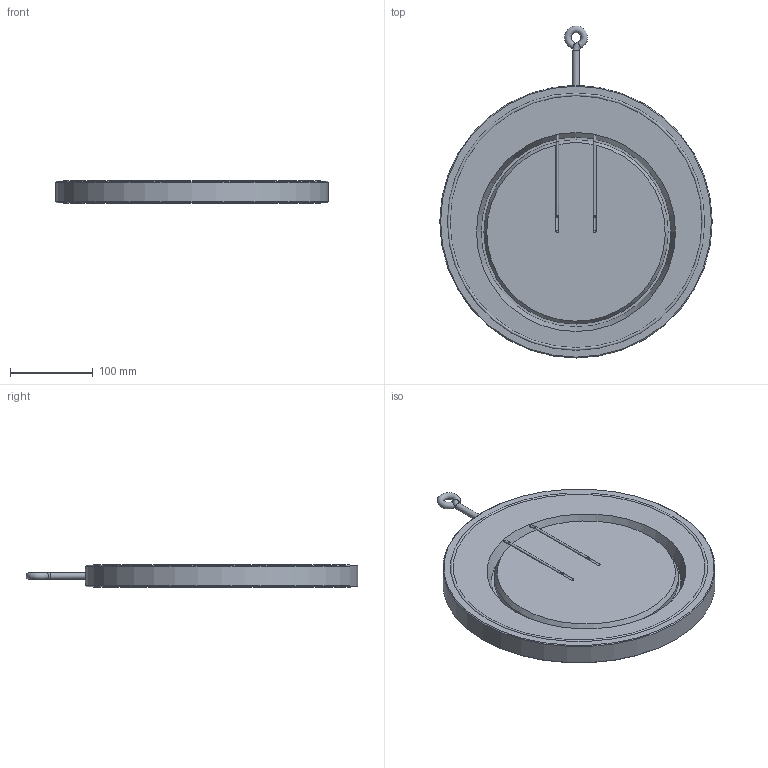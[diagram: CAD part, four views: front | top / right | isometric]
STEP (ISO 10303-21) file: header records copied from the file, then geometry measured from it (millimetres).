
FILE_DESCRIPTION (( 'STEP AP214' ), '1' );
FILE_NAME ('ZRKF-250.STEP', '2021-11-19T13:37:36', ( 'admin' ), ( 'Hewlett-Packard Company' ), 'SwSTEP 2.0', 'SolidWorks 2015', '' );
FILE_SCHEMA (( 'AUTOMOTIVE_DESIGN' ));
Length unit declared in the file: millimetre
Products named in the file (1): ZRKF-250
Bounding box: 330 x 401.99 x 27.8 mm (x, y, z)
Volume: 1722070.1 mm3; surface area: 242332 mm2
Topology: 1 solids, 2 shells, 45 faces, 96 edges, 62 vertices
Faces by surface type: plane 13, cylinder 13, torus 12, cone 5, sphere 2
Full cylindrical faces by diameter (mm): 2.7 x6, 6.75 x1, 8 x1, 192 x1, 223 x1, 330 x1
Entity records: 1333 total; most frequent: CARTESIAN_POINT 465, DIRECTION 180, ORIENTED_EDGE 118, AXIS2_PLACEMENT_3D 88, EDGE_LOOP 84, FACE_OUTER_BOUND 66, EDGE_CURVE 59, VERTEX_POINT 51
